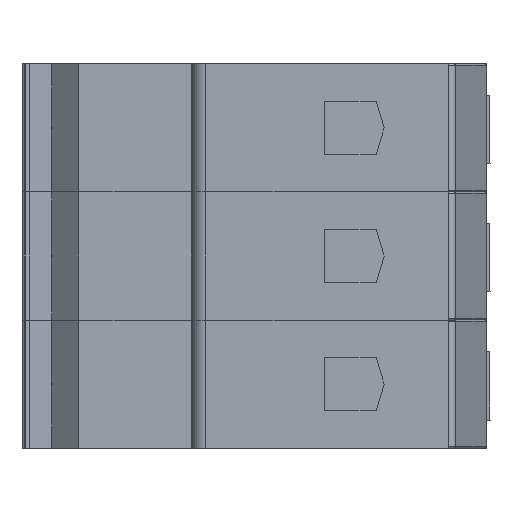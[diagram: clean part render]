
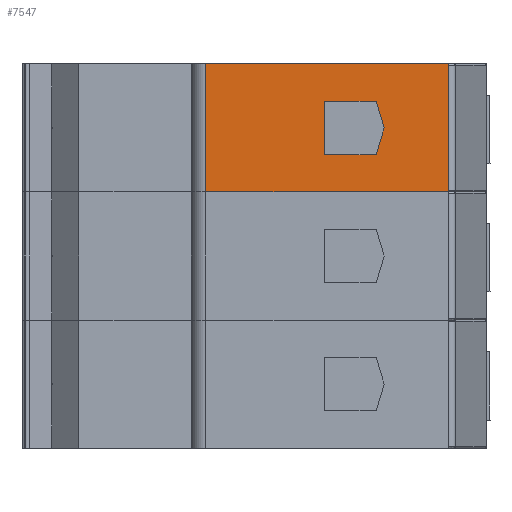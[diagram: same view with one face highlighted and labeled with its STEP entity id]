
A CAD part, left-side view. The second image highlights one B-rep face of the part: STEP entity #7547.
In plain terms, the highlighted planar face has unit normal (-1, 0, 0).
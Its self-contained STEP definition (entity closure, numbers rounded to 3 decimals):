
#438 = PLANE ( 'NONE',  #16124 ) ;
#798 = VECTOR ( 'NONE', #19148, 1000. ) ;
#962 = EDGE_CURVE ( 'NONE', #2521, #23142, #19504, .T. ) ;
#1173 = CARTESIAN_POINT ( 'NONE',  ( -48.325, -16.544, 78.54 ) ) ;
#1412 = CARTESIAN_POINT ( 'NONE',  ( -48.325, 7.148, 91.14 ) ) ;
#2521 = VERTEX_POINT ( 'NONE', #17422 ) ;
#2588 = EDGE_LOOP ( 'NONE', ( #5984, #26764, #26773, #16823, #16133 ) ) ;
#2809 = CARTESIAN_POINT ( 'NONE',  ( -48.325, -9.344, 85.94 ) ) ;
#3171 = LINE ( 'NONE', #19945, #30578 ) ;
#4443 = CARTESIAN_POINT ( 'NONE',  ( -48.325, -26.592, 91.14 ) ) ;
#4886 = DIRECTION ( 'NONE',  ( 0., 0., 1. ) ) ;
#5135 = FACE_BOUND ( 'NONE', #2588, .T. ) ;
#5269 = EDGE_CURVE ( 'NONE', #22221, #23105, #3171, .T. ) ;
#5553 = LINE ( 'NONE', #7450, #6759 ) ;
#5639 = CARTESIAN_POINT ( 'NONE',  ( -48.325, 7.148, 73.34 ) ) ;
#5907 = DIRECTION ( 'NONE',  ( 0., 0., -1. ) ) ;
#5984 = ORIENTED_EDGE ( 'NONE', *, *, #20217, .F. ) ;
#6022 = ORIENTED_EDGE ( 'NONE', *, *, #962, .F. ) ;
#6759 = VECTOR ( 'NONE', #24530, 1000. ) ;
#7197 = VECTOR ( 'NONE', #10077, 1000. ) ;
#7450 = CARTESIAN_POINT ( 'NONE',  ( -48.325, -9.344, 78.54 ) ) ;
#7475 = DIRECTION ( 'NONE',  ( 0., 1., 0. ) ) ;
#7547 = ADVANCED_FACE ( 'NONE', ( #5135, #27725 ), #438, .T. ) ;
#7551 = CARTESIAN_POINT ( 'NONE',  ( -48.325, 7.148, 73.34 ) ) ;
#8448 = CARTESIAN_POINT ( 'NONE',  ( -48.325, -16.544, 85.94 ) ) ;
#8706 = LINE ( 'NONE', #26775, #24329 ) ;
#9664 = VECTOR ( 'NONE', #7475, 1000. ) ;
#10077 = DIRECTION ( 'NONE',  ( 0., 0., -1. ) ) ;
#10464 = EDGE_CURVE ( 'NONE', #15335, #10545, #20458, .T. ) ;
#10545 = VERTEX_POINT ( 'NONE', #30081 ) ;
#12412 = EDGE_CURVE ( 'NONE', #30901, #24676, #23345, .T. ) ;
#12633 = DIRECTION ( 'NONE',  ( 0., -0.285, 0.959 ) ) ;
#12675 = VERTEX_POINT ( 'NONE', #5639 ) ;
#12980 = DIRECTION ( 'NONE',  ( 0., 0., 1. ) ) ;
#13079 = VECTOR ( 'NONE', #12633, 1000. ) ;
#13433 = LINE ( 'NONE', #24776, #13079 ) ;
#14474 = VERTEX_POINT ( 'NONE', #30835 ) ;
#14529 = LINE ( 'NONE', #7551, #7197 ) ;
#15335 = VERTEX_POINT ( 'NONE', #20045 ) ;
#15879 = CARTESIAN_POINT ( 'NONE',  ( -48.325, -17.644, 82.24 ) ) ;
#16098 = DIRECTION ( 'NONE',  ( 0., -1., 0. ) ) ;
#16124 = AXIS2_PLACEMENT_3D ( 'NONE', #27417, #29905, #12980 ) ;
#16130 = LINE ( 'NONE', #29310, #9664 ) ;
#16133 = ORIENTED_EDGE ( 'NONE', *, *, #25010, .F. ) ;
#16204 = CARTESIAN_POINT ( 'NONE',  ( -48.325, 15.426, 91.14 ) ) ;
#16823 = ORIENTED_EDGE ( 'NONE', *, *, #10464, .F. ) ;
#17380 = EDGE_LOOP ( 'NONE', ( #27965, #17738, #29917, #6022, #21355, #28977 ) ) ;
#17422 = CARTESIAN_POINT ( 'NONE',  ( -48.325, -26.592, 73.54 ) ) ;
#17590 = DIRECTION ( 'NONE',  ( 0., 1., 0. ) ) ;
#17738 = ORIENTED_EDGE ( 'NONE', *, *, #26777, .T. ) ;
#19078 = DIRECTION ( 'NONE',  ( 0., 0., -1. ) ) ;
#19148 = DIRECTION ( 'NONE',  ( 0., -1., 0. ) ) ;
#19504 = LINE ( 'NONE', #24098, #19625 ) ;
#19625 = VECTOR ( 'NONE', #5907, 1000. ) ;
#19945 = CARTESIAN_POINT ( 'NONE',  ( -48.325, -16.544, 85.94 ) ) ;
#20045 = CARTESIAN_POINT ( 'NONE',  ( -48.325, -9.344, 78.54 ) ) ;
#20217 = EDGE_CURVE ( 'NONE', #23105, #14474, #30563, .T. ) ;
#20268 = DIRECTION ( 'NONE',  ( 0., 0.285, 0.959 ) ) ;
#20458 = LINE ( 'NONE', #1173, #798 ) ;
#21355 = ORIENTED_EDGE ( 'NONE', *, *, #24107, .T. ) ;
#22095 = VECTOR ( 'NONE', #19078, 1000. ) ;
#22221 = VERTEX_POINT ( 'NONE', #15879 ) ;
#22555 = EDGE_CURVE ( 'NONE', #10545, #22221, #13433, .T. ) ;
#23105 = VERTEX_POINT ( 'NONE', #8448 ) ;
#23141 = VECTOR ( 'NONE', #16098, 1000. ) ;
#23142 = VERTEX_POINT ( 'NONE', #25574 ) ;
#23345 = LINE ( 'NONE', #28929, #22095 ) ;
#23869 = VERTEX_POINT ( 'NONE', #1412 ) ;
#23870 = EDGE_CURVE ( 'NONE', #23869, #30901, #30337, .T. ) ;
#24098 = CARTESIAN_POINT ( 'NONE',  ( -48.325, -26.592, 193.2 ) ) ;
#24107 = EDGE_CURVE ( 'NONE', #2521, #24676, #8706, .T. ) ;
#24329 = VECTOR ( 'NONE', #4886, 1000. ) ;
#24530 = DIRECTION ( 'NONE',  ( 0., 0., -1. ) ) ;
#24676 = VERTEX_POINT ( 'NONE', #31334 ) ;
#24776 = CARTESIAN_POINT ( 'NONE',  ( -48.325, -17.644, 82.24 ) ) ;
#25010 = EDGE_CURVE ( 'NONE', #14474, #15335, #5553, .T. ) ;
#25574 = CARTESIAN_POINT ( 'NONE',  ( -48.325, -26.592, 73.34 ) ) ;
#26050 = VECTOR ( 'NONE', #17590, 1000. ) ;
#26120 = EDGE_CURVE ( 'NONE', #23142, #12675, #16130, .T. ) ;
#26764 = ORIENTED_EDGE ( 'NONE', *, *, #5269, .F. ) ;
#26773 = ORIENTED_EDGE ( 'NONE', *, *, #22555, .F. ) ;
#26775 = CARTESIAN_POINT ( 'NONE',  ( -48.325, -26.592, 82.24 ) ) ;
#26777 = EDGE_CURVE ( 'NONE', #23869, #12675, #14529, .T. ) ;
#27417 = CARTESIAN_POINT ( 'NONE',  ( -48.325, 12.248, 82.24 ) ) ;
#27725 = FACE_OUTER_BOUND ( 'NONE', #17380, .T. ) ;
#27965 = ORIENTED_EDGE ( 'NONE', *, *, #23870, .F. ) ;
#28929 = CARTESIAN_POINT ( 'NONE',  ( -48.325, -26.592, 193.2 ) ) ;
#28977 = ORIENTED_EDGE ( 'NONE', *, *, #12412, .F. ) ;
#29310 = CARTESIAN_POINT ( 'NONE',  ( -48.325, 16.035, 73.34 ) ) ;
#29905 = DIRECTION ( 'NONE',  ( -1., 0., 0. ) ) ;
#29917 = ORIENTED_EDGE ( 'NONE', *, *, #26120, .F. ) ;
#30081 = CARTESIAN_POINT ( 'NONE',  ( -48.325, -16.544, 78.54 ) ) ;
#30337 = LINE ( 'NONE', #16204, #23141 ) ;
#30563 = LINE ( 'NONE', #2809, #26050 ) ;
#30578 = VECTOR ( 'NONE', #20268, 1000. ) ;
#30835 = CARTESIAN_POINT ( 'NONE',  ( -48.325, -9.344, 85.94 ) ) ;
#30901 = VERTEX_POINT ( 'NONE', #4443 ) ;
#31334 = CARTESIAN_POINT ( 'NONE',  ( -48.325, -26.592, 90.94 ) ) ;
